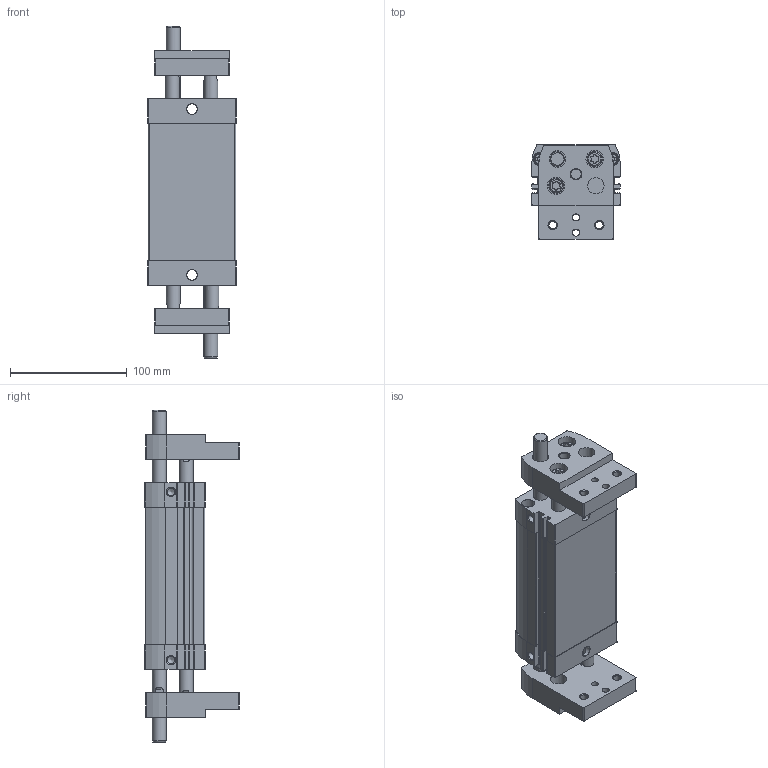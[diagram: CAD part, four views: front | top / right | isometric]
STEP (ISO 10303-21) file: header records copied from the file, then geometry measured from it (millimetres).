
FILE_DESCRIPTION(/* description */ ('STEP AP214'),/* implementation_level */ '2;1');
FILE_NAME(/* name */ '8112221_DHPL-25-120-P-A',/* time_stamp */ '2024-08-19T20:22:04+02:00',/* author */ ('License CC BY-ND 4.0'),/* organization */ ('CADENAS'),/* preprocessor_version */ 'ST-DEVELOPER v19.3',/* originating_system */ 'PARTsolutions',/* authorisation */ ' ');
FILE_SCHEMA (('AUTOMOTIVE_DESIGN {1 0 10303 214 3 1 1}'));
Length unit declared in the file: millimetre
Products named in the file (3): 8112221 DHPL-25-120-P-A---(0_high); 8112221 DHPL-25-120-P-A---(high_h); 8112221 DHPL-25-120-P-A---(high_s)
Assembly tree (3 placements, depth 2):
  8112221 DHPL-25-120-P-A---(0_high)
    8112221 DHPL-25-120-P-A---(high_h)
    8112221 DHPL-25-120-P-A---(high_s)  x2
Bounding box: 76 x 81 x 284.4 mm (x, y, z)
Volume: 720171.7 mm3; surface area: 152608.2 mm2
Topology: 3 solids, 3 shells, 518 faces, 1329 edges, 865 vertices
Faces by surface type: cylinder 280, plane 175, cone 53, torus 10
Full cylindrical faces by diameter (mm): 2 x2, 4 x1, 4.134 x2, 4.917 x4, 6 x4, 6.647 x6, 8.917 x2, 9 x4, 10.106 x2, 11 x6, 12 x9, 14 x4, 15 x4, 25 x4, 27 x1
Entity records: 13051 total; most frequent: DIRECTION 2396, CARTESIAN_POINT 2286, ORIENTED_EDGE 2026, EDGE_CURVE 1013, AXIS2_PLACEMENT_3D 955, VERTEX_POINT 721, FACE_BOUND 602, EDGE_LOOP 596
